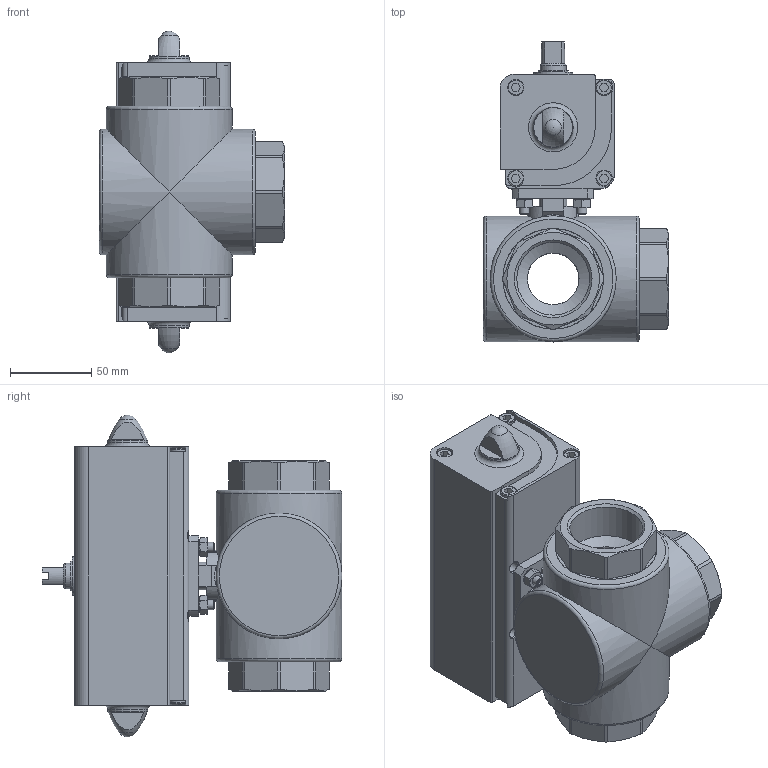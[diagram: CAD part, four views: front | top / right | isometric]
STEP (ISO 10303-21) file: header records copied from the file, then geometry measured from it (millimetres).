
FILE_DESCRIPTION(/* description */ ('STEP AP214'),/* implementation_level */ '2;1');
FILE_NAME(/* name */ '1914791_VZBA-11_2-GGG-63-32L-F0405-V4V4T-PP60-R-90-C',/* time_stamp */ '2024-09-18T00:16:06+02:00',/* author */ ('License CC BY-ND 4.0'),/* organization */ ('CADENAS'),/* preprocessor_version */ 'ST-DEVELOPER v19.3',/* originating_system */ 'PARTsolutions',/* authorisation */ ' ');
FILE_SCHEMA (('AUTOMOTIVE_DESIGN {1 0 10303 214 3 1 1}'));
Length unit declared in the file: millimetre
Products named in the file (8): 1914791 VZBA-11/2"-GGG-63-32L-F0405-V4V4T-PP60-R-90-C; 1692218 VZBA-11/2"-GGG-63-32L-F0405-V4V4T; 8082120 DARQ-R-A-S14-S11-16; 533477 DAPS-0060-090-R-F0507---(1); 533477 DAPS-0060-090-R-F0507---(2); 690067 S 6 A2; DIN 934 - M6(F); DIN-913 - M6x25
Assembly tree (16 placements, depth 2):
  1914791 VZBA-11/2"-GGG-63-32L-F0405-V4V4T-PP60-R-90-C
    1692218 VZBA-11/2"-GGG-63-32L-F0405-V4V4T
    8082120 DARQ-R-A-S14-S11-16
    533477 DAPS-0060-090-R-F0507---(1)
    533477 DAPS-0060-090-R-F0507---(2)
    690067 S 6 A2  x4
    DIN 934 - M6(F)  x4
    DIN-913 - M6x25  x4
Bounding box: 114.1 x 184.65 x 198 mm (x, y, z)
Volume: 1364177.3 mm3; surface area: 158724.3 mm2
Topology: 16 solids, 16 shells, 570 faces, 1419 edges, 896 vertices
Faces by surface type: plane 312, cylinder 129, cone 109, torus 18, sphere 2
Full cylindrical faces by diameter (mm): 4.134 x8, 4.917 x9, 6 x4, 6.4 x4, 6.647 x4, 8.566 x2, 10 x12, 16 x1, 17 x1, 18.4 x1, 24 x2, 28 x2, 31.8 x2, 32 x2, 44.845 x3, 62 x2, 77.5 x4
Entity records: 13656 total; most frequent: CARTESIAN_POINT 2583, DIRECTION 2286, ORIENTED_EDGE 2058, EDGE_CURVE 1029, AXIS2_PLACEMENT_3D 847, VERTEX_POINT 743, FACE_BOUND 658, EDGE_LOOP 639
